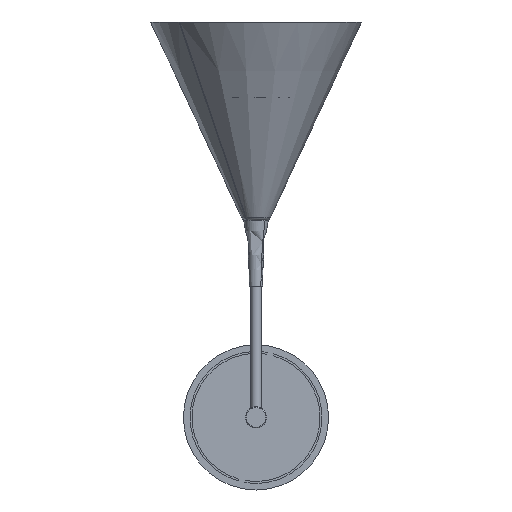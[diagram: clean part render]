
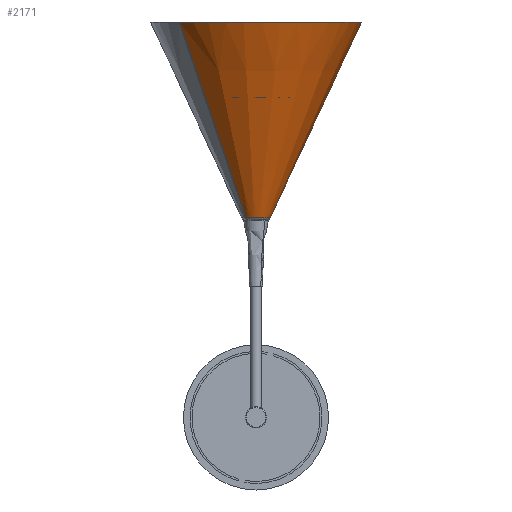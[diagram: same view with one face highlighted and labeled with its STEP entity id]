
A CAD part, front view. The second image highlights one B-rep face of the part: STEP entity #2171.
In plain terms, the highlighted conical face has half-angle 25 degrees and reference radius 80 mm.
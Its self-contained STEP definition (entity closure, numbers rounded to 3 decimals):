
#590 = CIRCLE ( 'NONE', #15139, 80. ) ;
#961 = CARTESIAN_POINT ( 'NONE',  ( -80., 0., 0. ) ) ;
#2061 = CARTESIAN_POINT ( 'NONE',  ( 10.862, 0., 148.268 ) ) ;
#2171 = ADVANCED_FACE ( 'NONE', ( #3005 ), #7420, .T. ) ;
#2258 = CARTESIAN_POINT ( 'NONE',  ( 80., 0., 0. ) ) ;
#2596 = VECTOR ( 'NONE', #14151, 1000. ) ;
#3005 = FACE_OUTER_BOUND ( 'NONE', #5751, .T. ) ;
#3249 = DIRECTION ( 'NONE',  ( 0., 0., -1. ) ) ;
#3593 = DIRECTION ( 'NONE',  ( -1., 0., 0. ) ) ;
#3792 = EDGE_CURVE ( 'NONE', #3897, #17487, #18367, .T. ) ;
#3897 = VERTEX_POINT ( 'NONE', #2061 ) ;
#3994 = LINE ( 'NONE', #19886, #21715 ) ;
#5622 = DIRECTION ( 'NONE',  ( 0., 0., -1. ) ) ;
#5751 = EDGE_LOOP ( 'NONE', ( #12407, #20567, #17944, #26217 ) ) ;
#5789 = EDGE_CURVE ( 'NONE', #7787, #16091, #3994, .T. ) ;
#6939 = AXIS2_PLACEMENT_3D ( 'NONE', #13457, #3249, #23777 ) ;
#7420 = CONICAL_SURFACE ( 'NONE', #6939, 80., 0.436 ) ;
#7777 = DIRECTION ( 'NONE',  ( -0.423, 0., -0.906 ) ) ;
#7787 = VERTEX_POINT ( 'NONE', #10642 ) ;
#10642 = CARTESIAN_POINT ( 'NONE',  ( -10.862, 0., 148.268 ) ) ;
#11796 = EDGE_CURVE ( 'NONE', #3897, #7787, #16671, .T. ) ;
#11801 = DIRECTION ( 'NONE',  ( 1., 0., 0. ) ) ;
#12407 = ORIENTED_EDGE ( 'NONE', *, *, #11796, .T. ) ;
#13457 = CARTESIAN_POINT ( 'NONE',  ( 0., 0., 0. ) ) ;
#14151 = DIRECTION ( 'NONE',  ( 0.423, 0., -0.906 ) ) ;
#15139 = AXIS2_PLACEMENT_3D ( 'NONE', #15711, #19695, #11801 ) ;
#15711 = CARTESIAN_POINT ( 'NONE',  ( 0., 0., 0. ) ) ;
#16091 = VERTEX_POINT ( 'NONE', #961 ) ;
#16671 = CIRCLE ( 'NONE', #19947, 10.862 ) ;
#16809 = EDGE_CURVE ( 'NONE', #16091, #17487, #590, .T. ) ;
#17487 = VERTEX_POINT ( 'NONE', #19820 ) ;
#17944 = ORIENTED_EDGE ( 'NONE', *, *, #16809, .T. ) ;
#18367 = LINE ( 'NONE', #2258, #2596 ) ;
#19695 = DIRECTION ( 'NONE',  ( 0., 0., 1. ) ) ;
#19820 = CARTESIAN_POINT ( 'NONE',  ( 80., 0., 0. ) ) ;
#19886 = CARTESIAN_POINT ( 'NONE',  ( -80., 0., 0. ) ) ;
#19947 = AXIS2_PLACEMENT_3D ( 'NONE', #21974, #5622, #3593 ) ;
#20567 = ORIENTED_EDGE ( 'NONE', *, *, #5789, .T. ) ;
#21715 = VECTOR ( 'NONE', #7777, 1000. ) ;
#21974 = CARTESIAN_POINT ( 'NONE',  ( 0., 0., 148.268 ) ) ;
#23777 = DIRECTION ( 'NONE',  ( 1., 0., 0. ) ) ;
#26217 = ORIENTED_EDGE ( 'NONE', *, *, #3792, .F. ) ;
